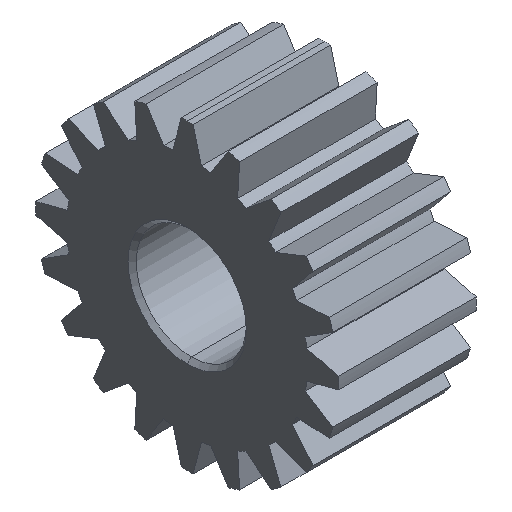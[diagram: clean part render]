
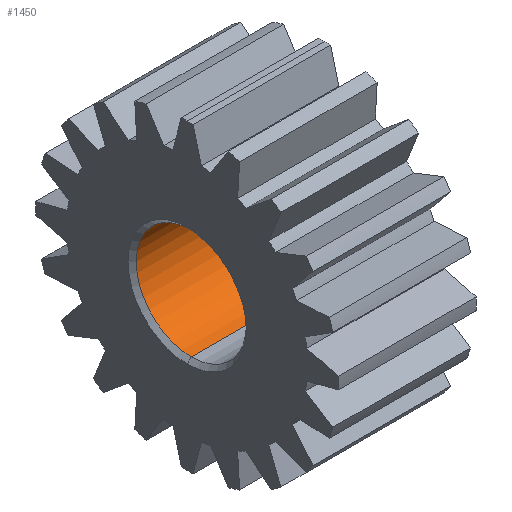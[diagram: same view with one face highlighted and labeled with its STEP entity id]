
A CAD part, isometric view. The second image highlights one B-rep face of the part: STEP entity #1450.
In plain terms, the highlighted cylindrical face has radius 4 mm (diameter 8 mm), a partial arc.
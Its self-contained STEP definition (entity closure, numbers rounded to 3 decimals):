
#15 = AXIS2_PLACEMENT_3D ( 'NONE', #2230, #2255, #2231 ) ;
#407 = CIRCLE ( 'NONE', #2041, 4. ) ;
#433 = CIRCLE ( 'NONE', #2034, 4. ) ;
#449 = LINE ( 'NONE', #1681, #492 ) ;
#472 = LINE ( 'NONE', #1635, #489 ) ;
#489 = VECTOR ( 'NONE', #1646, 1000. ) ;
#492 = VECTOR ( 'NONE', #1674, 1000. ) ;
#510 = CYLINDRICAL_SURFACE ( 'NONE', #15, 4. ) ;
#558 = EDGE_LOOP ( 'NONE', ( #748, #868, #870, #866 ) ) ;
#657 = FACE_OUTER_BOUND ( 'NONE', #558, .T. ) ;
#748 = ORIENTED_EDGE ( 'NONE', *, *, #2023, .F. ) ;
#866 = ORIENTED_EDGE ( 'NONE', *, *, #1832, .T. ) ;
#868 = ORIENTED_EDGE ( 'NONE', *, *, #1814, .T. ) ;
#870 = ORIENTED_EDGE ( 'NONE', *, *, #2028, .T. ) ;
#1177 = VERTEX_POINT ( 'NONE', #2859 ) ;
#1186 = VERTEX_POINT ( 'NONE', #2869 ) ;
#1208 = VERTEX_POINT ( 'NONE', #2832 ) ;
#1225 = VERTEX_POINT ( 'NONE', #2848 ) ;
#1450 = ADVANCED_FACE ( 'NONE', ( #657 ), #510, .F. ) ;
#1635 = CARTESIAN_POINT ( 'NONE',  ( 10., 0., -4. ) ) ;
#1646 = DIRECTION ( 'NONE',  ( -1., 0., 0. ) ) ;
#1674 = DIRECTION ( 'NONE',  ( -1., 0., 0. ) ) ;
#1681 = CARTESIAN_POINT ( 'NONE',  ( 10., 0., 4. ) ) ;
#1814 = EDGE_CURVE ( 'NONE', #1208, #1186, #433, .T. ) ;
#1832 = EDGE_CURVE ( 'NONE', #1177, #1225, #407, .T. ) ;
#2023 = EDGE_CURVE ( 'NONE', #1208, #1225, #472, .T. ) ;
#2028 = EDGE_CURVE ( 'NONE', #1186, #1177, #449, .T. ) ;
#2034 = AXIS2_PLACEMENT_3D ( 'NONE', #2524, #2494, #2526 ) ;
#2041 = AXIS2_PLACEMENT_3D ( 'NONE', #2538, #2548, #2564 ) ;
#2230 = CARTESIAN_POINT ( 'NONE',  ( 10., 0., 0. ) ) ;
#2231 = DIRECTION ( 'NONE',  ( 0., 0., 1. ) ) ;
#2255 = DIRECTION ( 'NONE',  ( -1., 0., 0. ) ) ;
#2494 = DIRECTION ( 'NONE',  ( 1., 0., 0. ) ) ;
#2524 = CARTESIAN_POINT ( 'NONE',  ( 9.7, 0., 0. ) ) ;
#2526 = DIRECTION ( 'NONE',  ( 0., 0., 1. ) ) ;
#2538 = CARTESIAN_POINT ( 'NONE',  ( 0.3, 0., 0. ) ) ;
#2548 = DIRECTION ( 'NONE',  ( -1., 0., 0. ) ) ;
#2564 = DIRECTION ( 'NONE',  ( 0., 0., -1. ) ) ;
#2832 = CARTESIAN_POINT ( 'NONE',  ( 9.7, 0., -4. ) ) ;
#2848 = CARTESIAN_POINT ( 'NONE',  ( 0.3, 0., -4. ) ) ;
#2859 = CARTESIAN_POINT ( 'NONE',  ( 0.3, 0., 4. ) ) ;
#2869 = CARTESIAN_POINT ( 'NONE',  ( 9.7, 0., 4. ) ) ;
